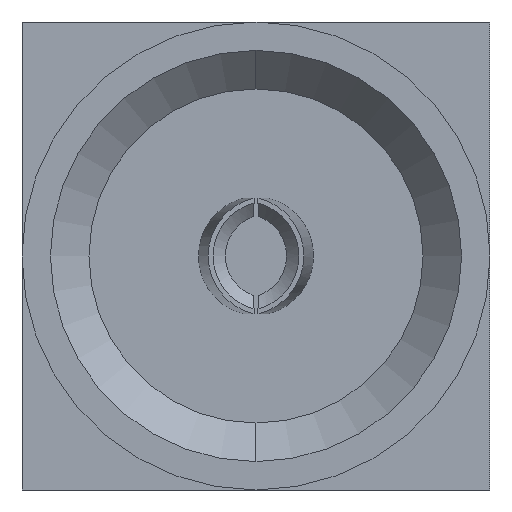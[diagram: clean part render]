
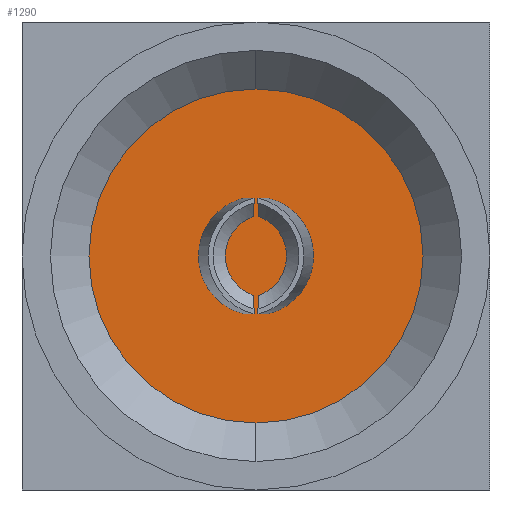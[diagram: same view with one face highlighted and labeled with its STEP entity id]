
A CAD part, left-side view. The second image highlights one B-rep face of the part: STEP entity #1290.
In plain terms, the highlighted planar face has unit normal (-1, 0, 0).
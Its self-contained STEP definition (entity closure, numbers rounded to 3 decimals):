
#352=CARTESIAN_POINT('',(654.287,59.014,0.));
#353=DIRECTION('',(-1.,0.,0.));
#354=DIRECTION('',(0.,0.,1.));
#355=AXIS2_PLACEMENT_3D('',#352,#353,#354);
#357=CARTESIAN_POINT('',(654.287,59.014,0.));
#358=DIRECTION('',(-1.,0.,0.));
#359=DIRECTION('',(0.,0.,-1.));
#360=AXIS2_PLACEMENT_3D('',#357,#358,#359);
#362=DIRECTION('',(0.,0.,-1.));
#363=VECTOR('',#362,0.1);
#364=CARTESIAN_POINT('',(654.287,59.077,0.316));
#365=LINE('',#364,#363);
#366=CARTESIAN_POINT('',(654.287,59.328,
0.));
#367=CARTESIAN_POINT('',(654.287,59.328,0.043));
#368=CARTESIAN_POINT('',(654.287,59.312,0.116));
#369=CARTESIAN_POINT('',(654.287,59.261,0.205));
#370=CARTESIAN_POINT('',(654.287,59.187,0.274));
#371=CARTESIAN_POINT('',(654.287,59.119,0.306));
#372=CARTESIAN_POINT('',(654.287,59.077,0.316));
#374=CARTESIAN_POINT('',(654.287,59.077,-0.316));
#375=CARTESIAN_POINT('',(654.287,59.119,-0.306));
#376=CARTESIAN_POINT('',(654.287,59.187,-0.274));
#377=CARTESIAN_POINT('',(654.287,59.261,-0.205));
#378=CARTESIAN_POINT('',(654.287,59.312,-0.116));
#379=CARTESIAN_POINT('',(654.287,59.328,-0.043));
#380=CARTESIAN_POINT('',(654.287,59.328,
0.));
#382=DIRECTION('',(0.,0.,-1.));
#383=VECTOR('',#382,0.1);
#384=CARTESIAN_POINT('',(654.287,59.077,-0.215));
#385=LINE('',#384,#383);
#386=DIRECTION('',(0.,0.,1.));
#387=VECTOR('',#386,0.1);
#388=CARTESIAN_POINT('',(654.287,58.951,-0.316));
#389=LINE('',#388,#387);
#390=CARTESIAN_POINT('',(654.287,58.951,0.316));
#391=CARTESIAN_POINT('',(654.287,58.937,0.313));
#392=CARTESIAN_POINT('',(654.287,58.916,0.306));
#393=CARTESIAN_POINT('',(654.287,58.884,0.293));
#394=CARTESIAN_POINT('',(654.287,58.854,0.276));
#395=CARTESIAN_POINT('',(654.287,58.826,0.257));
#396=CARTESIAN_POINT('',(654.287,58.795,0.23));
#397=CARTESIAN_POINT('',(654.287,58.766,0.197));
#398=CARTESIAN_POINT('',(654.287,58.741,0.158));
#399=CARTESIAN_POINT('',(654.287,58.722,0.118));
#400=CARTESIAN_POINT('',(654.287,58.706,0.066));
#401=CARTESIAN_POINT('',(654.287,58.698,
0.));
#402=CARTESIAN_POINT('',(654.287,58.706,-0.066));
#403=CARTESIAN_POINT('',(654.287,58.722,-0.118));
#404=CARTESIAN_POINT('',(654.287,58.741,-0.158));
#405=CARTESIAN_POINT('',(654.287,58.766,-0.197));
#406=CARTESIAN_POINT('',(654.287,58.795,-0.23));
#407=CARTESIAN_POINT('',(654.287,58.826,-0.257));
#408=CARTESIAN_POINT('',(654.287,58.854,-0.276));
#409=CARTESIAN_POINT('',(654.287,58.884,-0.293));
#410=CARTESIAN_POINT('',(654.287,58.916,-0.306));
#411=CARTESIAN_POINT('',(654.287,58.937,-0.313));
#412=CARTESIAN_POINT('',(654.287,58.951,-0.316));
#414=DIRECTION('',(0.,0.,1.));
#415=VECTOR('',#414,0.1);
#416=CARTESIAN_POINT('',(654.287,58.951,0.215));
#417=LINE('',#416,#415);
#422=CARTESIAN_POINT('',(654.287,59.231,
0.));
#423=CARTESIAN_POINT('',(654.287,59.231,0.027));
#424=CARTESIAN_POINT('',(654.287,59.222,0.075));
#425=CARTESIAN_POINT('',(654.287,59.191,0.134));
#426=CARTESIAN_POINT('',(654.287,59.145,0.182));
#427=CARTESIAN_POINT('',(654.287,59.103,0.207));
#428=CARTESIAN_POINT('',(654.287,59.077,0.215));
#430=CARTESIAN_POINT('',(654.287,59.077,-0.215));
#431=CARTESIAN_POINT('',(654.287,59.103,-0.207));
#432=CARTESIAN_POINT('',(654.287,59.145,-0.182));
#433=CARTESIAN_POINT('',(654.287,59.191,-0.134));
#434=CARTESIAN_POINT('',(654.287,59.222,-0.075));
#435=CARTESIAN_POINT('',(654.287,59.231,-0.027));
#436=CARTESIAN_POINT('',(654.287,59.231,
0.));
#501=CARTESIAN_POINT('',(654.287,58.951,0.215));
#502=CARTESIAN_POINT('',(654.287,58.938,0.211));
#503=CARTESIAN_POINT('',(654.287,58.919,0.202));
#504=CARTESIAN_POINT('',(654.287,58.889,0.184));
#505=CARTESIAN_POINT('',(654.287,58.863,0.162));
#506=CARTESIAN_POINT('',(654.287,58.841,0.135));
#507=CARTESIAN_POINT('',(654.287,58.818,0.099));
#508=CARTESIAN_POINT('',(654.287,58.802,0.054));
#509=CARTESIAN_POINT('',(654.287,58.795,
0.));
#510=CARTESIAN_POINT('',(654.287,58.802,-0.054));
#511=CARTESIAN_POINT('',(654.287,58.818,-0.099));
#512=CARTESIAN_POINT('',(654.287,58.841,-0.135));
#513=CARTESIAN_POINT('',(654.287,58.863,-0.162));
#514=CARTESIAN_POINT('',(654.287,58.889,-0.184));
#515=CARTESIAN_POINT('',(654.287,58.919,-0.202));
#516=CARTESIAN_POINT('',(654.287,58.938,-0.211));
#517=CARTESIAN_POINT('',(654.287,58.951,-0.215));
#577=CARTESIAN_POINT('',(654.287,59.014,-1.025));
#578=VERTEX_POINT('',#577);
#579=CARTESIAN_POINT('',(654.287,59.014,1.025));
#580=VERTEX_POINT('',#579);
#599=VERTEX_POINT('',#422);
#600=VERTEX_POINT('',#428);
#601=VERTEX_POINT('',#430);
#602=CARTESIAN_POINT('',(654.287,59.077,-0.316));
#603=VERTEX_POINT('',#602);
#604=VERTEX_POINT('',#366);
#605=VERTEX_POINT('',#372);
#606=VERTEX_POINT('',#501);
#607=VERTEX_POINT('',#517);
#608=CARTESIAN_POINT('',(654.287,58.951,0.316));
#609=VERTEX_POINT('',#608);
#610=VERTEX_POINT('',#412);
#1257=CARTESIAN_POINT('',(654.287,59.014,-0.513));
#1258=DIRECTION('',(-1.,0.,0.));
#1259=DIRECTION('',(0.,0.,1.));
#1260=AXIS2_PLACEMENT_3D('',#1257,#1258,#1259);
#1261=PLANE('',#1260);
#1262=ORIENTED_EDGE('',*,*,#729,.F.);
#1263=ORIENTED_EDGE('',*,*,#1252,.F.);
#1264=EDGE_LOOP('',(#1262,#1263));
#1265=FACE_OUTER_BOUND('',#1264,.F.);
#1267=ORIENTED_EDGE('',*,*,#1266,.T.);
#1269=ORIENTED_EDGE('',*,*,#1268,.F.);
#1271=ORIENTED_EDGE('',*,*,#1270,.F.);
#1273=ORIENTED_EDGE('',*,*,#1272,.F.);
#1275=ORIENTED_EDGE('',*,*,#1274,.F.);
#1277=ORIENTED_EDGE('',*,*,#1276,.T.);
#1278=EDGE_LOOP('',(#1267,#1269,#1271,#1273,#1275,#1277));
#1279=FACE_BOUND('',#1278,.F.);
#1281=ORIENTED_EDGE('',*,*,#1280,.T.);
#1283=ORIENTED_EDGE('',*,*,#1282,.F.);
#1285=ORIENTED_EDGE('',*,*,#1284,.F.);
#1287=ORIENTED_EDGE('',*,*,#1286,.F.);
#1288=EDGE_LOOP('',(#1281,#1283,#1285,#1287));
#1289=FACE_BOUND('',#1288,.F.);
#1290=ADVANCED_FACE('',(#1265,#1279,#1289),#1261,.T.);
#356=CIRCLE('',#355,1.025);
#361=CIRCLE('',#360,1.025);
#373=B_SPLINE_CURVE_WITH_KNOTS('',3,(#366,#367,#368,#369,#370,#371,#372),
.UNSPECIFIED.,.F.,.F.,(4,1,1,1,4),(0.,0.25,0.5,0.75,1.),
.UNSPECIFIED.);
#381=B_SPLINE_CURVE_WITH_KNOTS('',3,(#374,#375,#376,#377,#378,#379,#380),
.UNSPECIFIED.,.F.,.F.,(4,1,1,1,4),(0.,0.25,0.5,0.75,1.),
.UNSPECIFIED.);
#413=B_SPLINE_CURVE_WITH_KNOTS('',3,(#390,#391,#392,#393,#394,#395,#396,#397,
#398,#399,#400,#401,#402,#403,#404,#405,#406,#407,#408,#409,#410,#411,#412),
.UNSPECIFIED.,.F.,.F.,(4,1,1,1,1,1,1,1,1,1,1,1,1,1,1,1,1,1,1,1,4),(0.,
0.016,0.031,0.063,0.094,0.125,0.188,0.25,0.313,0.375,
0.5,0.625,0.688,0.75,0.813,0.875,0.906,0.938,0.969,
0.984,1.),.UNSPECIFIED.);
#429=B_SPLINE_CURVE_WITH_KNOTS('',3,(#422,#423,#424,#425,#426,#427,#428),
.UNSPECIFIED.,.F.,.F.,(4,1,1,1,4),(0.,0.25,0.5,0.75,1.),
.UNSPECIFIED.);
#437=B_SPLINE_CURVE_WITH_KNOTS('',3,(#430,#431,#432,#433,#434,#435,#436),
.UNSPECIFIED.,.F.,.F.,(4,1,1,1,4),(0.,0.25,0.5,0.75,1.),
.UNSPECIFIED.);
#518=B_SPLINE_CURVE_WITH_KNOTS('',3,(#501,#502,#503,#504,#505,#506,#507,#508,
#509,#510,#511,#512,#513,#514,#515,#516,#517),.UNSPECIFIED.,.F.,.F.,(4,1,1,1,1,
1,1,1,1,1,1,1,1,1,4),(0.,0.031,0.063,0.125,0.188,0.25,0.375,
0.5,0.625,0.75,0.813,0.875,0.938,0.969,1.),.UNSPECIFIED.);
#729=EDGE_CURVE('',#580,#578,#356,.T.);
#1252=EDGE_CURVE('',#578,#580,#361,.T.);
#1266=EDGE_CURVE('',#599,#600,#429,.T.);
#1268=EDGE_CURVE('',#605,#600,#365,.T.);
#1270=EDGE_CURVE('',#604,#605,#373,.T.);
#1272=EDGE_CURVE('',#603,#604,#381,.T.);
#1274=EDGE_CURVE('',#601,#603,#385,.T.);
#1276=EDGE_CURVE('',#601,#599,#437,.T.);
#1280=EDGE_CURVE('',#606,#607,#518,.T.);
#1282=EDGE_CURVE('',#610,#607,#389,.T.);
#1284=EDGE_CURVE('',#609,#610,#413,.T.);
#1286=EDGE_CURVE('',#606,#609,#417,.T.);
